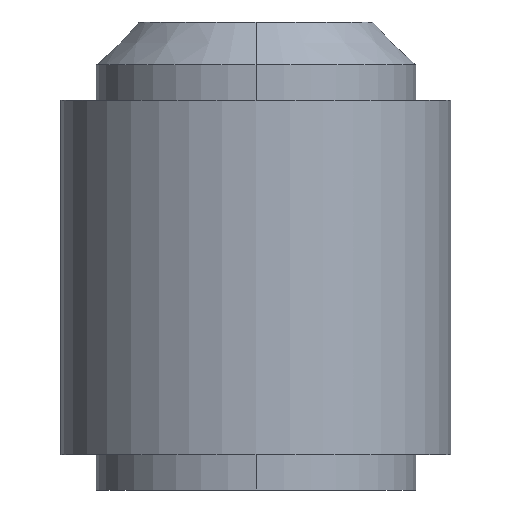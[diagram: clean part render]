
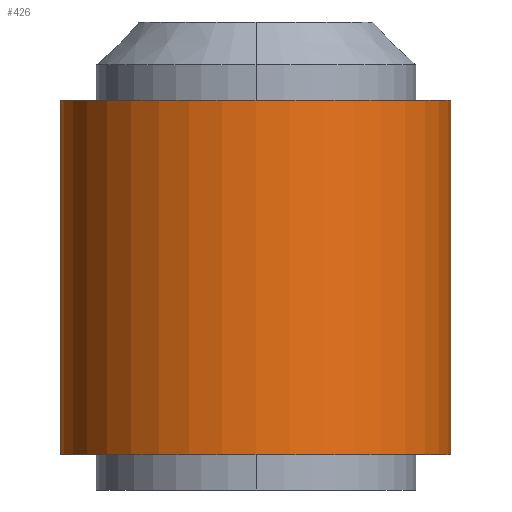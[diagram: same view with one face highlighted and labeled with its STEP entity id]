
A CAD part, front view. The second image highlights one B-rep face of the part: STEP entity #426.
In plain terms, the highlighted cylindrical face has radius 1.25 mm (diameter 2.5 mm), a partial arc.
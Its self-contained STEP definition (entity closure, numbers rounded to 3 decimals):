
#347=DIRECTION('',(0.,0.,1.));
#348=VECTOR('',#347,2.275);
#349=CARTESIAN_POINT('',(1.25,0.,-2.775));
#350=LINE('',#349,#348);
#356=DIRECTION('',(0.,0.,1.));
#357=VECTOR('',#356,2.275);
#358=CARTESIAN_POINT('',(-1.25,0.,-2.775));
#359=LINE('',#358,#357);
#360=CARTESIAN_POINT('',(0.,0.,-2.775));
#361=DIRECTION('',(0.,0.,1.));
#362=DIRECTION('',(-1.,0.,0.));
#363=AXIS2_PLACEMENT_3D('',#360,#361,#362);
#365=CARTESIAN_POINT('',(0.,0.,-0.5));
#366=DIRECTION('',(0.,0.,-1.));
#367=DIRECTION('',(1.,0.,0.));
#368=AXIS2_PLACEMENT_3D('',#365,#366,#367);
#385=CARTESIAN_POINT('',(1.25,0.,-2.775));
#386=CARTESIAN_POINT('',(1.25,0.,-0.5));
#387=VERTEX_POINT('',#385);
#388=VERTEX_POINT('',#386);
#389=CARTESIAN_POINT('',(-1.25,0.,-2.775));
#390=CARTESIAN_POINT('',(-1.25,0.,-0.5));
#391=VERTEX_POINT('',#389);
#392=VERTEX_POINT('',#390);
#413=CARTESIAN_POINT('',(0.,0.,-0.386));
#414=DIRECTION('',(0.,0.,-1.));
#415=DIRECTION('',(1.,0.,0.));
#416=AXIS2_PLACEMENT_3D('',#413,#414,#415);
#417=CYLINDRICAL_SURFACE('',#416,1.25);
#418=ORIENTED_EDGE('',*,*,#402,.T.);
#420=ORIENTED_EDGE('',*,*,#419,.T.);
#421=ORIENTED_EDGE('',*,*,#406,.F.);
#423=ORIENTED_EDGE('',*,*,#422,.T.);
#424=EDGE_LOOP('',(#418,#420,#421,#423));
#425=FACE_OUTER_BOUND('',#424,.F.);
#426=ADVANCED_FACE('',(#425),#417,.F.);
#364=CIRCLE('',#363,1.25);
#369=CIRCLE('',#368,1.25);
#402=EDGE_CURVE('',#387,#388,#350,.T.);
#406=EDGE_CURVE('',#391,#392,#359,.T.);
#419=EDGE_CURVE('',#388,#392,#369,.T.);
#422=EDGE_CURVE('',#391,#387,#364,.T.);
